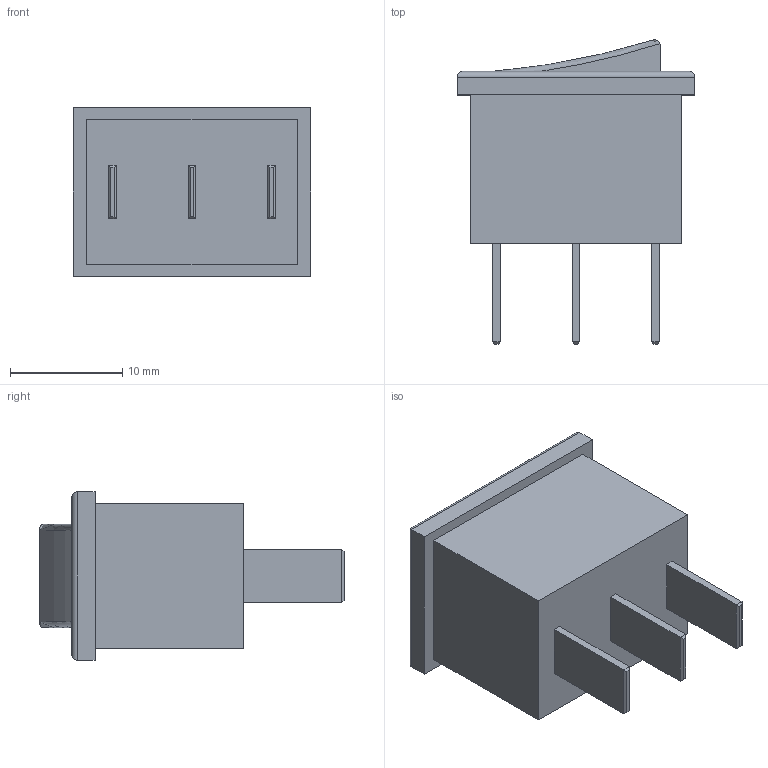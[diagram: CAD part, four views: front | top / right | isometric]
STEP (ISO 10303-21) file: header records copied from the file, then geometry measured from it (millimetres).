
FILE_DESCRIPTION(/* description */ (''),/* implementation_level */ '2;1');
FILE_NAME(/* name */ 'Switch.stp',/* time_stamp */ '2020-08-20T18:30:09+01:00',/* author */ ('ferrerx'),/* organization */ (''),/* preprocessor_version */ 'ST-DEVELOPER v18',/* originating_system */ 'Autodesk Inventor 2020',/* authorisation */ '');
FILE_SCHEMA (('AUTOMOTIVE_DESIGN { 1 0 10303 214 3 1 1 }'));
Length unit declared in the file: millimetre
Products named in the file (1): Switch
Bounding box: 21.2 x 27.12 x 15 mm (x, y, z)
Volume: 4144.7 mm3; surface area: 1961.9 mm2
Topology: 1 solids, 1 shells, 49 faces, 110 edges, 68 vertices
Faces by surface type: plane 41, cylinder 6, torus 2
Entity records: 1446 total; most frequent: CARTESIAN_POINT 284, ORIENTED_EDGE 220, DIRECTION 216, EDGE_CURVE 110, LINE 96, VECTOR 96, VERTEX_POINT 68, AXIS2_PLACEMENT_3D 60
